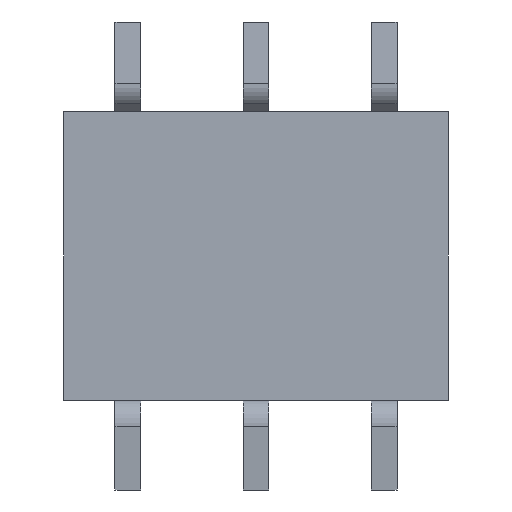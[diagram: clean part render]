
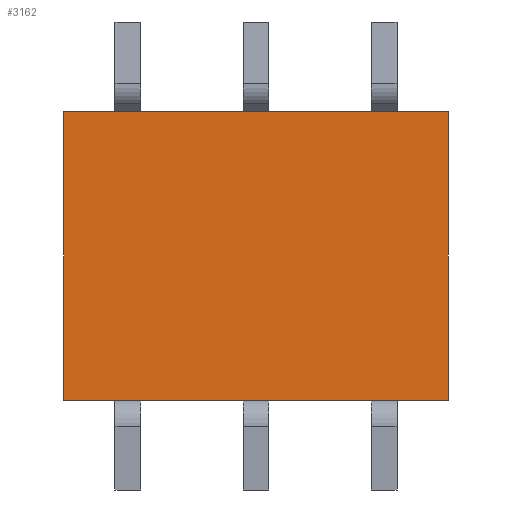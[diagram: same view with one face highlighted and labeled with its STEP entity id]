
A CAD part, front view. The second image highlights one B-rep face of the part: STEP entity #3162.
In plain terms, the highlighted planar face has unit normal (0, -1, 0).
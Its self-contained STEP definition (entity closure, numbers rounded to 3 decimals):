
#64 = VECTOR ( 'NONE', #3069, 1000. ) ;
#86 = ORIENTED_EDGE ( 'NONE', *, *, #656, .T. ) ;
#125 = VECTOR ( 'NONE', #1710, 1000. ) ;
#145 = LINE ( 'NONE', #1116, #64 ) ;
#208 = DIRECTION ( 'NONE',  ( 1., 0., 0. ) ) ;
#360 = EDGE_CURVE ( 'NONE', #697, #2440, #419, .T. ) ;
#419 = LINE ( 'NONE', #2823, #674 ) ;
#436 = LINE ( 'NONE', #722, #125 ) ;
#656 = EDGE_CURVE ( 'NONE', #697, #1712, #145, .T. ) ;
#674 = VECTOR ( 'NONE', #1906, 1000. ) ;
#697 = VERTEX_POINT ( 'NONE', #1384 ) ;
#703 = CARTESIAN_POINT ( 'NONE',  ( -3., 0.08, -2.25 ) ) ;
#722 = CARTESIAN_POINT ( 'NONE',  ( 3., 0.08, 2.25 ) ) ;
#850 = ORIENTED_EDGE ( 'NONE', *, *, #360, .F. ) ;
#949 = ORIENTED_EDGE ( 'NONE', *, *, #1758, .T. ) ;
#1116 = CARTESIAN_POINT ( 'NONE',  ( -3., 0.08, 2.25 ) ) ;
#1144 = VECTOR ( 'NONE', #208, 1000. ) ;
#1189 = CARTESIAN_POINT ( 'NONE',  ( 3., 0.08, 2.25 ) ) ;
#1384 = CARTESIAN_POINT ( 'NONE',  ( -3., 0.08, 2.25 ) ) ;
#1710 = DIRECTION ( 'NONE',  ( 0., 0., -1. ) ) ;
#1712 = VERTEX_POINT ( 'NONE', #2351 ) ;
#1758 = EDGE_CURVE ( 'NONE', #1712, #3107, #2119, .T. ) ;
#1881 = FACE_OUTER_BOUND ( 'NONE', #1971, .T. ) ;
#1906 = DIRECTION ( 'NONE',  ( 1., 0., 0. ) ) ;
#1960 = ORIENTED_EDGE ( 'NONE', *, *, #2516, .F. ) ;
#1971 = EDGE_LOOP ( 'NONE', ( #949, #1960, #850, #86 ) ) ;
#2083 = DIRECTION ( 'NONE',  ( 0., -1., 0. ) ) ;
#2119 = LINE ( 'NONE', #703, #1144 ) ;
#2292 = CARTESIAN_POINT ( 'NONE',  ( 3., 0.08, -2.25 ) ) ;
#2351 = CARTESIAN_POINT ( 'NONE',  ( -3., 0.08, -2.25 ) ) ;
#2440 = VERTEX_POINT ( 'NONE', #1189 ) ;
#2516 = EDGE_CURVE ( 'NONE', #2440, #3107, #436, .T. ) ;
#2575 = CARTESIAN_POINT ( 'NONE',  ( -3., 0.08, 2.25 ) ) ;
#2741 = AXIS2_PLACEMENT_3D ( 'NONE', #2575, #2083, #3050 ) ;
#2823 = CARTESIAN_POINT ( 'NONE',  ( -3., 0.08, 2.25 ) ) ;
#2847 = PLANE ( 'NONE',  #2741 ) ;
#3050 = DIRECTION ( 'NONE',  ( 0., 0., -1. ) ) ;
#3069 = DIRECTION ( 'NONE',  ( 0., 0., -1. ) ) ;
#3107 = VERTEX_POINT ( 'NONE', #2292 ) ;
#3162 = ADVANCED_FACE ( 'NONE', ( #1881 ), #2847, .T. ) ;
